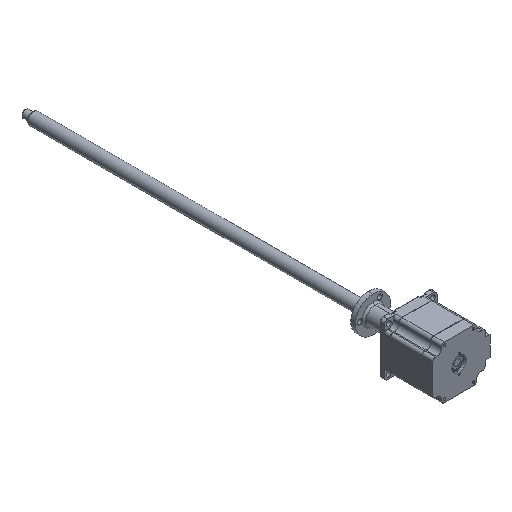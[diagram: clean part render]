
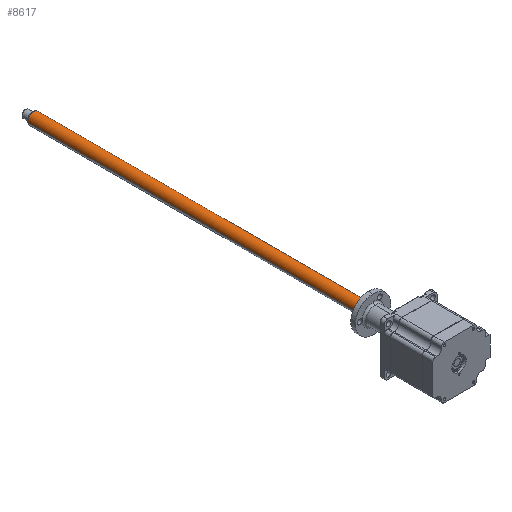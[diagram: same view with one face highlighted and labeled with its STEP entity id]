
A CAD part, isometric view. The second image highlights one B-rep face of the part: STEP entity #8617.
In plain terms, the highlighted cylindrical face has radius 6.225 mm (diameter 12.45 mm), a partial arc.
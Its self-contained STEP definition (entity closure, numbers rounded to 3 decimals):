
#136 = EDGE_CURVE ( 'NONE', #2285, #11198, #7137, .T. ) ;
#584 = VERTEX_POINT ( 'NONE', #3351 ) ;
#826 = DIRECTION ( 'NONE',  ( 0., -1., 0. ) ) ;
#1095 = ORIENTED_EDGE ( 'NONE', *, *, #1373, .T. ) ;
#1279 = CARTESIAN_POINT ( 'NONE',  ( -23.479, 9.999, 32.654 ) ) ;
#1284 = DIRECTION ( 'NONE',  ( 0., -1., 0. ) ) ;
#1320 = AXIS2_PLACEMENT_3D ( 'NONE', #4013, #3758, #9741 ) ;
#1373 = EDGE_CURVE ( 'NONE', #8872, #11198, #4526, .T. ) ;
#1616 = DIRECTION ( 'NONE',  ( 0., -1., 0. ) ) ;
#1923 = EDGE_CURVE ( 'NONE', #584, #2285, #11034, .T. ) ;
#2042 = CARTESIAN_POINT ( 'NONE',  ( -11.107, 9.999, 34.046 ) ) ;
#2171 = FACE_OUTER_BOUND ( 'NONE', #10206, .T. ) ;
#2285 = VERTEX_POINT ( 'NONE', #2042 ) ;
#2704 = CIRCLE ( 'NONE', #2928, 6.225 ) ;
#2928 = AXIS2_PLACEMENT_3D ( 'NONE', #7253, #1616, #8198 ) ;
#3351 = CARTESIAN_POINT ( 'NONE',  ( -11.107, 408.999, 34.046 ) ) ;
#3707 = CARTESIAN_POINT ( 'NONE',  ( -17.293, 409.999, 33.35 ) ) ;
#3758 = DIRECTION ( 'NONE',  ( 0., -1., 0. ) ) ;
#4013 = CARTESIAN_POINT ( 'NONE',  ( -17.293, 9.999, 33.35 ) ) ;
#4113 = CARTESIAN_POINT ( 'NONE',  ( -11.107, 409.999, 34.046 ) ) ;
#4232 = VECTOR ( 'NONE', #11337, 1000. ) ;
#4526 = LINE ( 'NONE', #6924, #4232 ) ;
#4669 = ORIENTED_EDGE ( 'NONE', *, *, #5293, .T. ) ;
#5293 = EDGE_CURVE ( 'NONE', #584, #8872, #2704, .T. ) ;
#5755 = AXIS2_PLACEMENT_3D ( 'NONE', #3707, #826, #10194 ) ;
#6443 = VECTOR ( 'NONE', #1284, 1000. ) ;
#6882 = CYLINDRICAL_SURFACE ( 'NONE', #5755, 6.225 ) ;
#6924 = CARTESIAN_POINT ( 'NONE',  ( -23.479, 409.999, 32.654 ) ) ;
#7137 = CIRCLE ( 'NONE', #1320, 6.225 ) ;
#7253 = CARTESIAN_POINT ( 'NONE',  ( -17.293, 408.999, 33.35 ) ) ;
#8198 = DIRECTION ( 'NONE',  ( 0.994, 0., 0.112 ) ) ;
#8617 = ADVANCED_FACE ( 'NONE', ( #2171 ), #6882, .T. ) ;
#8718 = CARTESIAN_POINT ( 'NONE',  ( -23.479, 408.999, 32.654 ) ) ;
#8872 = VERTEX_POINT ( 'NONE', #8718 ) ;
#9616 = ORIENTED_EDGE ( 'NONE', *, *, #136, .F. ) ;
#9741 = DIRECTION ( 'NONE',  ( -0.994, 0., -0.112 ) ) ;
#10194 = DIRECTION ( 'NONE',  ( -0.994, 0., -0.112 ) ) ;
#10206 = EDGE_LOOP ( 'NONE', ( #11977, #4669, #1095, #9616 ) ) ;
#11034 = LINE ( 'NONE', #4113, #6443 ) ;
#11198 = VERTEX_POINT ( 'NONE', #1279 ) ;
#11337 = DIRECTION ( 'NONE',  ( 0., -1., 0. ) ) ;
#11977 = ORIENTED_EDGE ( 'NONE', *, *, #1923, .F. ) ;
